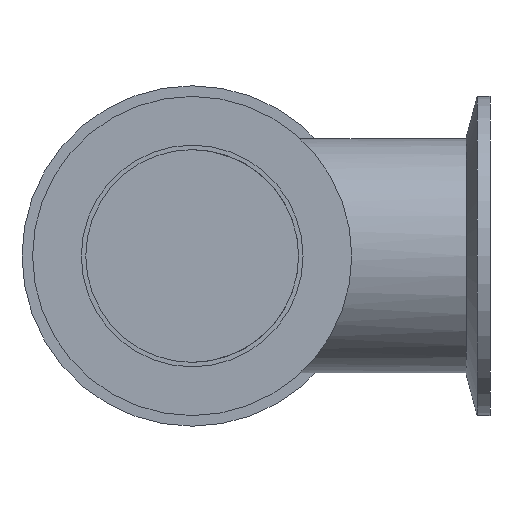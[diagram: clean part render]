
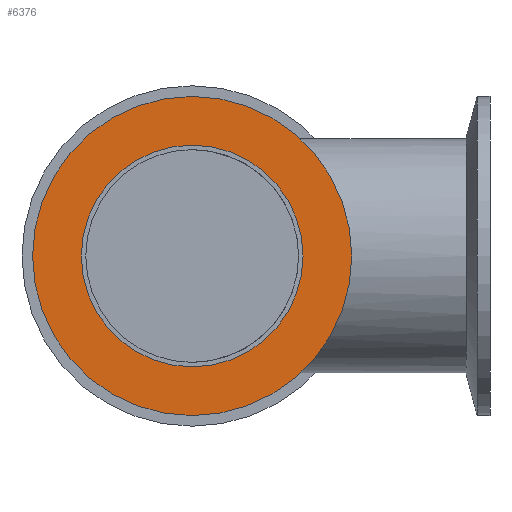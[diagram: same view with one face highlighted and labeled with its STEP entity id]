
A CAD part, front view. The second image highlights one B-rep face of the part: STEP entity #6376.
In plain terms, the highlighted planar face has unit normal (0, -1, 0).
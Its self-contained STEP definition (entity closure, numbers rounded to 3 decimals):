
#1868 = ORIENTED_EDGE ( 'NONE', *, *, #55797, .T. ) ;
#2288 = EDGE_CURVE ( 'NONE', #37540, #56737, #60359, .T. ) ;
#5010 = PLANE ( 'NONE',  #57184 ) ;
#5796 = ORIENTED_EDGE ( 'NONE', *, *, #11129, .T. ) ;
#6376 = ADVANCED_FACE ( 'NONE', ( #63310, #16879 ), #5010, .F. ) ;
#9898 = DIRECTION ( 'NONE',  ( 0., 0., -1. ) ) ;
#10871 = CARTESIAN_POINT ( 'NONE',  ( 0., -70., 37.5 ) ) ;
#11129 = EDGE_CURVE ( 'NONE', #37026, #56530, #61631, .T. ) ;
#12106 = DIRECTION ( 'NONE',  ( 0., 1., 0. ) ) ;
#13251 = CARTESIAN_POINT ( 'NONE',  ( 0., -70., 0. ) ) ;
#13614 = AXIS2_PLACEMENT_3D ( 'NONE', #23022, #48446, #59972 ) ;
#13663 = CIRCLE ( 'NONE', #13614, 26.05 ) ;
#15981 = DIRECTION ( 'NONE',  ( 0., -1., 0. ) ) ;
#16879 = FACE_OUTER_BOUND ( 'NONE', #44283, .T. ) ;
#19285 = CIRCLE ( 'NONE', #52726, 37.5 ) ;
#19527 = DIRECTION ( 'NONE',  ( 0., 1., 0. ) ) ;
#20586 = EDGE_LOOP ( 'NONE', ( #26719, #5796 ) ) ;
#23022 = CARTESIAN_POINT ( 'NONE',  ( 0., -70., 0. ) ) ;
#24178 = DIRECTION ( 'NONE',  ( 0., 0., 1. ) ) ;
#25051 = ORIENTED_EDGE ( 'NONE', *, *, #2288, .T. ) ;
#26719 = ORIENTED_EDGE ( 'NONE', *, *, #42173, .T. ) ;
#33908 = DIRECTION ( 'NONE',  ( 0., -1., 0. ) ) ;
#37026 = VERTEX_POINT ( 'NONE', #40498 ) ;
#37540 = VERTEX_POINT ( 'NONE', #10871 ) ;
#39412 = CARTESIAN_POINT ( 'NONE',  ( 0., -70., 0. ) ) ;
#40165 = DIRECTION ( 'NONE',  ( 0., 0., 1. ) ) ;
#40498 = CARTESIAN_POINT ( 'NONE',  ( 0., -70., -26.05 ) ) ;
#42173 = EDGE_CURVE ( 'NONE', #56530, #37026, #13663, .T. ) ;
#44283 = EDGE_LOOP ( 'NONE', ( #1868, #25051 ) ) ;
#46462 = CARTESIAN_POINT ( 'NONE',  ( 0., -70., 0. ) ) ;
#48446 = DIRECTION ( 'NONE',  ( 0., 1., 0. ) ) ;
#48594 = AXIS2_PLACEMENT_3D ( 'NONE', #65953, #19527, #40165 ) ;
#50172 = DIRECTION ( 'NONE',  ( 0., 0., -1. ) ) ;
#52726 = AXIS2_PLACEMENT_3D ( 'NONE', #46462, #15981, #9898 ) ;
#53227 = CARTESIAN_POINT ( 'NONE',  ( 0., -70., 26.05 ) ) ;
#55797 = EDGE_CURVE ( 'NONE', #56737, #37540, #19285, .T. ) ;
#56530 = VERTEX_POINT ( 'NONE', #53227 ) ;
#56737 = VERTEX_POINT ( 'NONE', #62656 ) ;
#57184 = AXIS2_PLACEMENT_3D ( 'NONE', #39412, #12106, #24178 ) ;
#59972 = DIRECTION ( 'NONE',  ( 0., 0., 1. ) ) ;
#60359 = CIRCLE ( 'NONE', #61482, 37.5 ) ;
#61482 = AXIS2_PLACEMENT_3D ( 'NONE', #13251, #33908, #50172 ) ;
#61631 = CIRCLE ( 'NONE', #48594, 26.05 ) ;
#62656 = CARTESIAN_POINT ( 'NONE',  ( 0., -70., -37.5 ) ) ;
#63310 = FACE_BOUND ( 'NONE', #20586, .T. ) ;
#65953 = CARTESIAN_POINT ( 'NONE',  ( 0., -70., 0. ) ) ;
